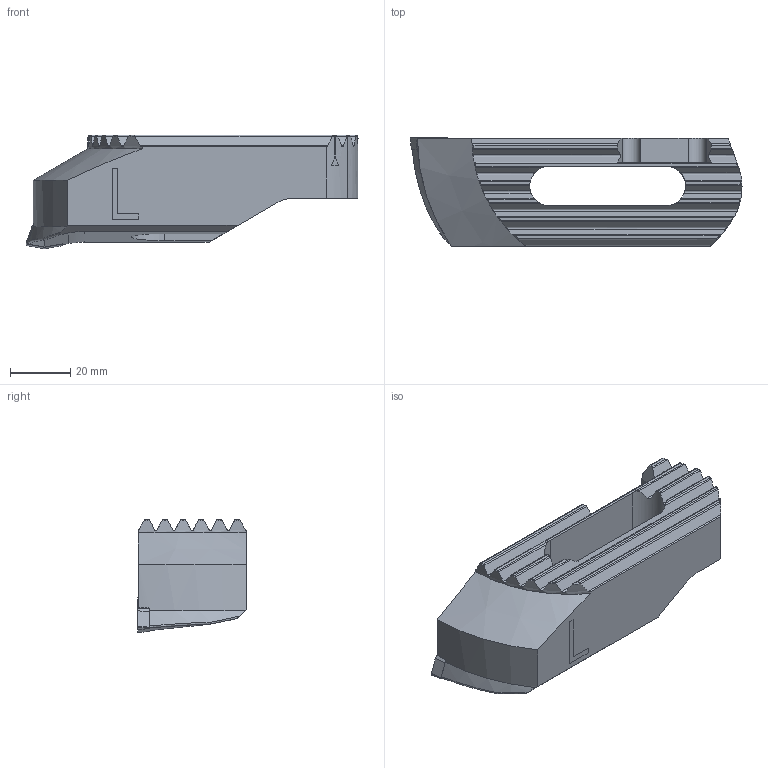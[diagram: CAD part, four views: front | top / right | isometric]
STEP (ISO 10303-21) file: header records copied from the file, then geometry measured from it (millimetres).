
FILE_DESCRIPTION(('no description'),'unknown implementation level');
FILE_NAME('20F827F6-AE68-44DD-B5C4-640B24B82553_export.stp',' ',('CIMSOURCE GmbH'),('CADClick - KiM GmbH - www.kimweb.de'),'unknown preprocess','ACIS','unknown authorization');
FILE_SCHEMA(('automotive_design'));
Length unit declared in the file: millimetre
Products named in the file (3): 639.276 Kaiser 131-159 SW98 WC06 L|655.651 Kaiser WCMT 06T308 K20C;Kombinieren1; 639.276 Kaiser 131-159 SW98 WC06 L|694.137 ETL M3.5x9.4 T10 IP 10S;Schnitt-Linear austragen2; 639.276 Kaiser 131-159 SW98 WC06 L|639.276 Kaiser 131-159 SW98 WC06 L;RSS-Marke
Bounding box: 110 x 36.07 x 37.6 mm (x, y, z)
Volume: 69430 mm3; surface area: 18449.3 mm2
Topology: 3 solids, 3 shells, 231 faces, 632 edges, 407 vertices
Faces by surface type: plane 98, cylinder 88, cone 35, torus 8, bspline 2
Entity records: 15096 total; most frequent: CARTESIAN_POINT 2126, STYLED_ITEM 1268, PRESENTATION_STYLE_ASSIGNMENT 1268, COLOUR_RGB 1268, DIRECTION 1260, ORIENTED_EDGE 1254, EDGE_CURVE 627, CURVE_STYLE 627
